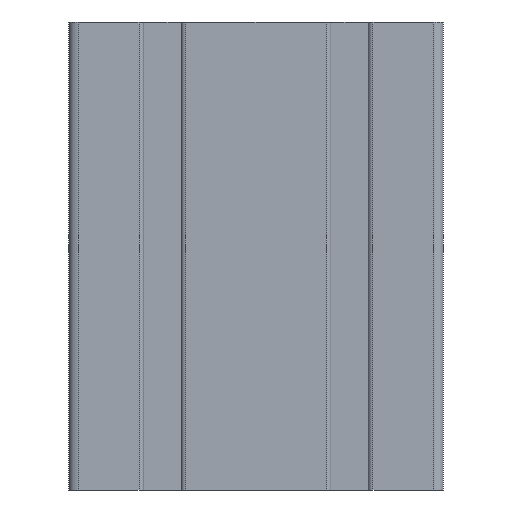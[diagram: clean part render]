
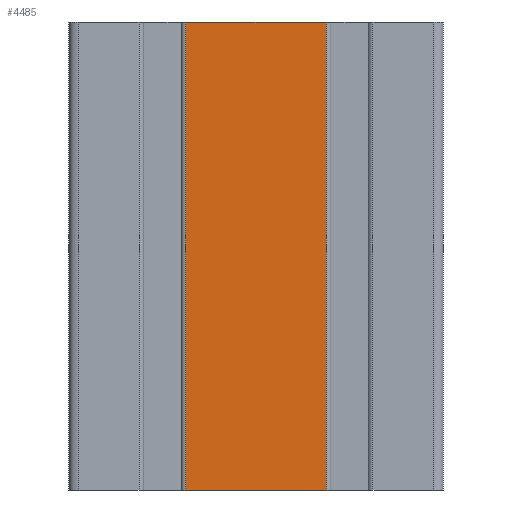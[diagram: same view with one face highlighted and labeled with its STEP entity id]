
A CAD part, front view. The second image highlights one B-rep face of the part: STEP entity #4485.
In plain terms, the highlighted planar face has unit normal (0, -1, 0).
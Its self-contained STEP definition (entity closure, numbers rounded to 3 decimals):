
#127=PLANE('',#4915);
#310=LINE('',#6800,#762);
#501=LINE('',#7360,#953);
#575=LINE('',#7561,#1027);
#576=LINE('',#7562,#1028);
#762=VECTOR('',#5470,100.);
#953=VECTOR('',#6019,100.);
#1027=VECTOR('',#6215,30.);
#1028=VECTOR('',#6216,30.);
#1267=FACE_OUTER_BOUND('',#1493,.T.);
#1493=EDGE_LOOP('',(#3689,#3690,#3691,#3692));
#1910=VERTEX_POINT('',#6794);
#1912=VERTEX_POINT('',#6798);
#2101=VERTEX_POINT('',#7357);
#2102=VERTEX_POINT('',#7359);
#2440=EDGE_CURVE('',#1910,#1912,#310,.T.);
#2718=EDGE_CURVE('',#2101,#2102,#501,.T.);
#2819=EDGE_CURVE('',#2102,#1912,#575,.T.);
#2820=EDGE_CURVE('',#2101,#1910,#576,.T.);
#3689=ORIENTED_EDGE('',*,*,#2440,.T.);
#3690=ORIENTED_EDGE('',*,*,#2819,.F.);
#3691=ORIENTED_EDGE('',*,*,#2718,.F.);
#3692=ORIENTED_EDGE('',*,*,#2820,.T.);
#4485=ADVANCED_FACE('',(#1267),#127,.T.);
#4915=AXIS2_PLACEMENT_3D('',#7560,#6213,#6214);
#5470=DIRECTION('',(0.,0.,-1.));
#6019=DIRECTION('',(0.,0.,-1.));
#6213=DIRECTION('center_axis',(0.,-1.,0.));
#6214=DIRECTION('ref_axis',(1.,0.,0.));
#6215=DIRECTION('',(-1.,0.,0.));
#6216=DIRECTION('',(-1.,0.,0.));
#6794=CARTESIAN_POINT('',(-15.,-20.,100.));
#6798=CARTESIAN_POINT('',(-15.,-20.,0.));
#6800=CARTESIAN_POINT('',(-15.,-20.,0.));
#7357=CARTESIAN_POINT('',(15.,-20.,100.));
#7359=CARTESIAN_POINT('',(15.,-20.,0.));
#7360=CARTESIAN_POINT('',(15.,-20.,0.));
#7560=CARTESIAN_POINT('Origin',(-38.,-20.,0.));
#7561=CARTESIAN_POINT('',(-19.,-20.,0.));
#7562=CARTESIAN_POINT('',(-19.,-20.,100.));
